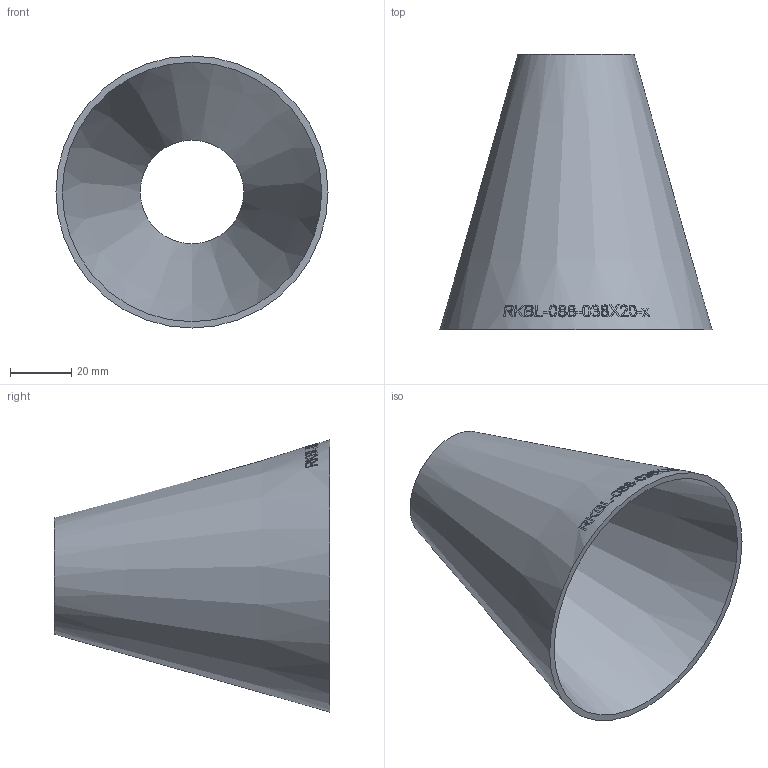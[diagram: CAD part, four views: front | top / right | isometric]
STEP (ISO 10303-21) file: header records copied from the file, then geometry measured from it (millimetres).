
FILE_DESCRIPTION (( 'STEP AP214' ), '1' );
FILE_NAME ('RKBL-088-038X20-x Reduzierung aus Blech ISO-sonstige 2006.STEP', '2020-06-29T10:35:16', ( '' ), ( '' ), 'SwSTEP 2.0', 'SolidWorks 2019', '' );
FILE_SCHEMA (( 'AUTOMOTIVE_DESIGN' ));
Length unit declared in the file: millimetre
Products named in the file (1): RKBL-088-038X20-x Reduzierung aus Blech ISO-sonstige 2006
Bounding box: 88.9 x 90 x 88.9 mm (x, y, z)
Volume: 36065.1 mm3; surface area: 36877.6 mm2
Topology: 1 solids, 1 shells, 240 faces, 627 edges, 418 vertices
Faces by surface type: bspline 207, cone 31, plane 2
Entity records: 33941 total; most frequent: CARTESIAN_POINT 27381, ORIENTED_EDGE 1250, EDGE_CURVE 625, B_SPLINE_CURVE_WITH_KNOTS 621, VERTEX_POINT 418, EDGE_LOOP 273, ADVANCED_FACE 240, FACE_OUTER_BOUND 240
